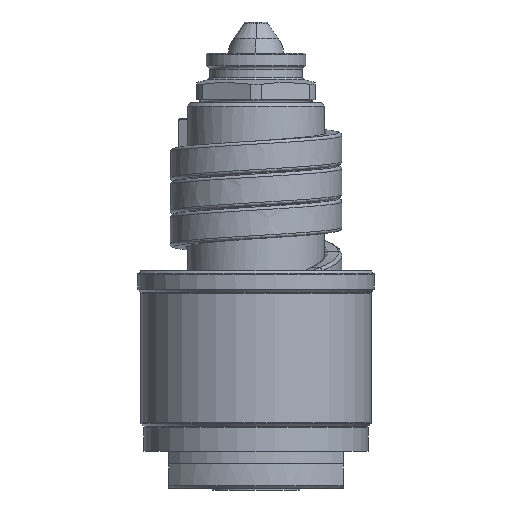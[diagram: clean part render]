
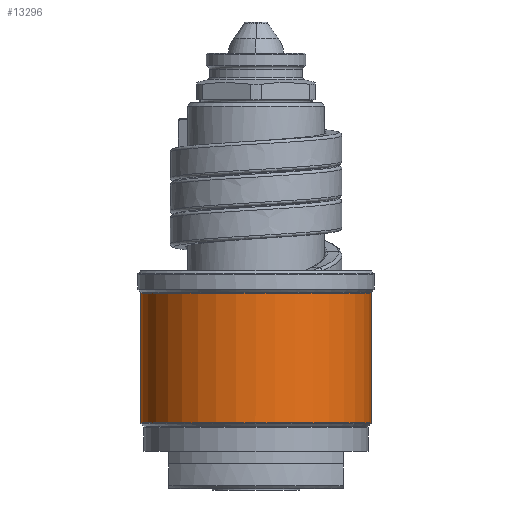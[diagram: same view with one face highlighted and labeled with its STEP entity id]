
A CAD part, front view. The second image highlights one B-rep face of the part: STEP entity #13296.
In plain terms, the highlighted cylindrical face has radius 18.5 mm (diameter 37 mm), a partial arc.
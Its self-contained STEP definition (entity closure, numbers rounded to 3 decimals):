
#3536=DIRECTION('',(0.,0.,1.));
#3537=VECTOR('',#3536,20.834);
#3538=CARTESIAN_POINT('',(18.5,0.,10.583));
#3539=LINE('',#3538,#3537);
#3573=CARTESIAN_POINT('',(0.,0.,10.583));
#3574=DIRECTION('',(0.,0.,1.));
#3575=DIRECTION('',(-1.,0.,0.));
#3576=AXIS2_PLACEMENT_3D('',#3573,#3574,#3575);
#3578=CARTESIAN_POINT('',(0.,0.,10.583));
#3579=DIRECTION('',(0.,0.,1.));
#3580=DIRECTION('',(1.,-0.009,0.));
#3581=AXIS2_PLACEMENT_3D('',#3578,#3579,#3580);
#4954=DIRECTION('',(0.,0.,1.));
#4955=VECTOR('',#4954,20.834);
#4956=CARTESIAN_POINT('',(-18.5,0.,10.583));
#4957=LINE('',#4956,#4955);
#4958=CARTESIAN_POINT('',(0.,0.,31.417));
#4959=DIRECTION('',(0.,0.,-1.));
#4960=DIRECTION('',(1.,0.,0.));
#4961=AXIS2_PLACEMENT_3D('',#4958,#4959,#4960);
#4963=CARTESIAN_POINT('',(0.,0.,31.417));
#4964=DIRECTION('',(0.,0.,-1.));
#4965=DIRECTION('',(1.,-0.008,0.));
#4966=AXIS2_PLACEMENT_3D('',#4963,#4964,#4965);
#5714=CARTESIAN_POINT('',(18.499,-0.152,
31.417));
#5715=CARTESIAN_POINT('',(-18.5,0.,31.417));
#5716=VERTEX_POINT('',#5714);
#5717=VERTEX_POINT('',#5715);
#5718=CARTESIAN_POINT('',(18.5,0.,31.417));
#5719=VERTEX_POINT('',#5718);
#5720=CARTESIAN_POINT('',(-18.5,0.,10.583));
#5721=CARTESIAN_POINT('',(18.499,-0.161,
10.583));
#5722=VERTEX_POINT('',#5720);
#5723=VERTEX_POINT('',#5721);
#5724=CARTESIAN_POINT('',(18.5,0.,10.583));
#5725=VERTEX_POINT('',#5724);
#13281=CARTESIAN_POINT('',(0.,0.,8.75));
#13282=DIRECTION('',(0.,0.,1.));
#13283=DIRECTION('',(-1.,0.,0.));
#13284=AXIS2_PLACEMENT_3D('',#13281,#13282,#13283);
#13285=CYLINDRICAL_SURFACE('',#13284,18.5);
#13286=ORIENTED_EDGE('',*,*,#11498,.F.);
#13287=ORIENTED_EDGE('',*,*,#11496,.F.);
#13288=ORIENTED_EDGE('',*,*,#11471,.T.);
#13290=ORIENTED_EDGE('',*,*,#13289,.F.);
#13292=ORIENTED_EDGE('',*,*,#13291,.F.);
#13293=ORIENTED_EDGE('',*,*,#11465,.F.);
#13294=EDGE_LOOP('',(#13286,#13287,#13288,#13290,#13292,#13293));
#13295=FACE_OUTER_BOUND('',#13294,.F.);
#3577=CIRCLE('',#3576,18.5);
#3582=CIRCLE('',#3581,18.5);
#4962=CIRCLE('',#4961,18.5);
#4967=CIRCLE('',#4966,18.5);
#11465=EDGE_CURVE('',#5725,#5719,#3539,.T.);
#11471=EDGE_CURVE('',#5722,#5717,#4957,.T.);
#11496=EDGE_CURVE('',#5722,#5723,#3577,.T.);
#11498=EDGE_CURVE('',#5723,#5725,#3582,.T.);
#13289=EDGE_CURVE('',#5716,#5717,#4967,.T.);
#13291=EDGE_CURVE('',#5719,#5716,#4962,.T.);
#13296=ADVANCED_FACE('',(#13295),#13285,.T.);
